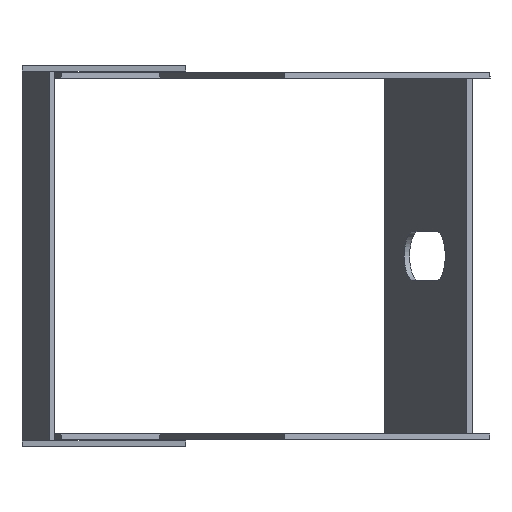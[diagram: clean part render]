
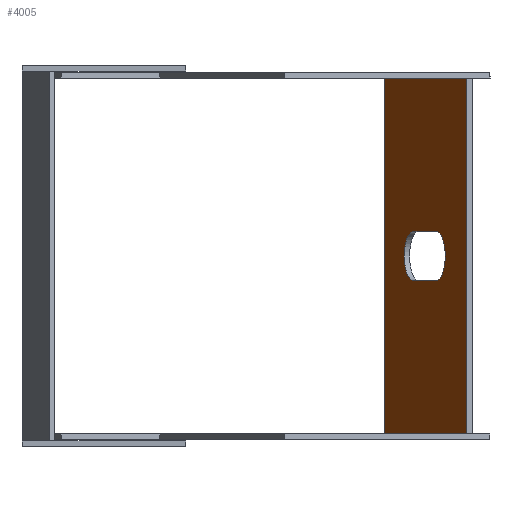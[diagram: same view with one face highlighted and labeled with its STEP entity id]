
A CAD part, left-side view. The second image highlights one B-rep face of the part: STEP entity #4005.
In plain terms, the highlighted planar face has unit normal (-0.383, 0.924, 0).
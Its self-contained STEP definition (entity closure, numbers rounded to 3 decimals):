
#64 = CARTESIAN_POINT ( 'NONE',  ( -55.909, -50.2, -25. ) ) ;
#338 = DIRECTION ( 'NONE',  ( -0.924, -0.383, 0. ) ) ;
#345 = DIRECTION ( 'NONE',  ( 0.383, -0.924, 0. ) ) ;
#347 = CARTESIAN_POINT ( 'NONE',  ( -73.148, -57.341, 0. ) ) ;
#419 = VERTEX_POINT ( 'NONE', #64 ) ;
#437 = ORIENTED_EDGE ( 'NONE', *, *, #3795, .F. ) ;
#517 = EDGE_CURVE ( 'NONE', #4219, #3497, #2936, .T. ) ;
#676 = AXIS2_PLACEMENT_3D ( 'NONE', #3992, #3982, #3971 ) ;
#899 = VERTEX_POINT ( 'NONE', #2081 ) ;
#902 = FACE_OUTER_BOUND ( 'NONE', #3661, .T. ) ;
#917 = FACE_BOUND ( 'NONE', #3324, .T. ) ;
#932 = CARTESIAN_POINT ( 'NONE',  ( -65.757, -54.279, 3.5 ) ) ;
#1011 = VERTEX_POINT ( 'NONE', #1200 ) ;
#1142 = VECTOR ( 'NONE', #2295, 1000. ) ;
#1148 = ORIENTED_EDGE ( 'NONE', *, *, #517, .T. ) ;
#1158 = LINE ( 'NONE', #2303, #1142 ) ;
#1160 = VECTOR ( 'NONE', #2411, 1000. ) ;
#1170 = LINE ( 'NONE', #2420, #1160 ) ;
#1200 = CARTESIAN_POINT ( 'NONE',  ( -55.909, -50.2, 25. ) ) ;
#1210 = EDGE_CURVE ( 'NONE', #3497, #1738, #2457, .T. ) ;
#1265 = VECTOR ( 'NONE', #2587, 1000. ) ;
#1274 = LINE ( 'NONE', #2598, #1265 ) ;
#1310 = CARTESIAN_POINT ( 'NONE',  ( -83.773, -61.741, 25. ) ) ;
#1439 = EDGE_CURVE ( 'NONE', #1738, #2076, #2315, .T. ) ;
#1532 = DIRECTION ( 'NONE',  ( -0.924, -0.383, 0. ) ) ;
#1535 = DIRECTION ( 'NONE',  ( 0.383, -0.924, 0. ) ) ;
#1539 = PLANE ( 'NONE',  #3870 ) ;
#1548 = CARTESIAN_POINT ( 'NONE',  ( -83.773, -61.741, -24. ) ) ;
#1644 = LINE ( 'NONE', #3500, #1705 ) ;
#1682 = ORIENTED_EDGE ( 'NONE', *, *, #2576, .F. ) ;
#1705 = VECTOR ( 'NONE', #3489, 1000. ) ;
#1729 = ORIENTED_EDGE ( 'NONE', *, *, #1210, .T. ) ;
#1738 = VERTEX_POINT ( 'NONE', #2038 ) ;
#1822 = CIRCLE ( 'NONE', #676, 3.5 ) ;
#1936 = AXIS2_PLACEMENT_3D ( 'NONE', #347, #345, #338 ) ;
#2038 = CARTESIAN_POINT ( 'NONE',  ( -73.148, -57.341, -3.5 ) ) ;
#2076 = VERTEX_POINT ( 'NONE', #4141 ) ;
#2081 = CARTESIAN_POINT ( 'NONE',  ( -83.773, -61.741, -25. ) ) ;
#2128 = EDGE_CURVE ( 'NONE', #2076, #4219, #1822, .T. ) ;
#2295 = DIRECTION ( 'NONE',  ( 0., 0., 1. ) ) ;
#2303 = CARTESIAN_POINT ( 'NONE',  ( -55.909, -50.2, -24.857 ) ) ;
#2304 = VECTOR ( 'NONE', #3634, 1000. ) ;
#2315 = LINE ( 'NONE', #3595, #2304 ) ;
#2411 = DIRECTION ( 'NONE',  ( 0., 0., 1. ) ) ;
#2420 = CARTESIAN_POINT ( 'NONE',  ( -83.773, -61.741, -24. ) ) ;
#2457 = CIRCLE ( 'NONE', #1936, 3.5 ) ;
#2548 = ORIENTED_EDGE ( 'NONE', *, *, #3475, .F. ) ;
#2569 = CARTESIAN_POINT ( 'NONE',  ( -73.148, -57.341, 3.5 ) ) ;
#2576 = EDGE_CURVE ( 'NONE', #899, #419, #1644, .T. ) ;
#2587 = DIRECTION ( 'NONE',  ( -0.924, -0.383, 0. ) ) ;
#2598 = CARTESIAN_POINT ( 'NONE',  ( -83.773, -61.741, 25. ) ) ;
#2906 = VECTOR ( 'NONE', #3704, 1000. ) ;
#2936 = LINE ( 'NONE', #3778, #2906 ) ;
#2975 = ORIENTED_EDGE ( 'NONE', *, *, #3710, .T. ) ;
#3324 = EDGE_LOOP ( 'NONE', ( #1148, #1729, #3445, #4163 ) ) ;
#3445 = ORIENTED_EDGE ( 'NONE', *, *, #1439, .T. ) ;
#3475 = EDGE_CURVE ( 'NONE', #1011, #4048, #1274, .T. ) ;
#3489 = DIRECTION ( 'NONE',  ( 0.924, 0.383, 0. ) ) ;
#3497 = VERTEX_POINT ( 'NONE', #2569 ) ;
#3500 = CARTESIAN_POINT ( 'NONE',  ( -83.773, -61.741, -25. ) ) ;
#3595 = CARTESIAN_POINT ( 'NONE',  ( -73.148, -57.341, -3.5 ) ) ;
#3634 = DIRECTION ( 'NONE',  ( 0.924, 0.383, 0. ) ) ;
#3661 = EDGE_LOOP ( 'NONE', ( #1682, #2975, #2548, #437 ) ) ;
#3704 = DIRECTION ( 'NONE',  ( -0.924, -0.383, 0. ) ) ;
#3710 = EDGE_CURVE ( 'NONE', #899, #4048, #1170, .T. ) ;
#3778 = CARTESIAN_POINT ( 'NONE',  ( -73.148, -57.341, 3.5 ) ) ;
#3795 = EDGE_CURVE ( 'NONE', #419, #1011, #1158, .T. ) ;
#3870 = AXIS2_PLACEMENT_3D ( 'NONE', #1548, #1535, #1532 ) ;
#3971 = DIRECTION ( 'NONE',  ( -0.924, -0.383, 0. ) ) ;
#3982 = DIRECTION ( 'NONE',  ( 0.383, -0.924, 0. ) ) ;
#3992 = CARTESIAN_POINT ( 'NONE',  ( -65.757, -54.279, 0. ) ) ;
#4005 = ADVANCED_FACE ( 'NONE', ( #917, #902 ), #1539, .F. ) ;
#4048 = VERTEX_POINT ( 'NONE', #1310 ) ;
#4141 = CARTESIAN_POINT ( 'NONE',  ( -65.757, -54.279, -3.5 ) ) ;
#4163 = ORIENTED_EDGE ( 'NONE', *, *, #2128, .T. ) ;
#4219 = VERTEX_POINT ( 'NONE', #932 ) ;
